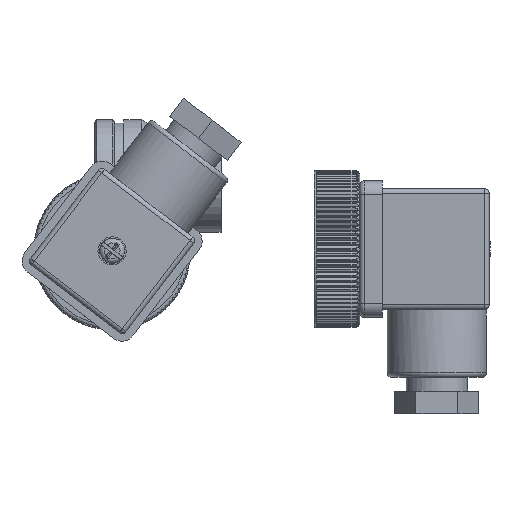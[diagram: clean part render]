
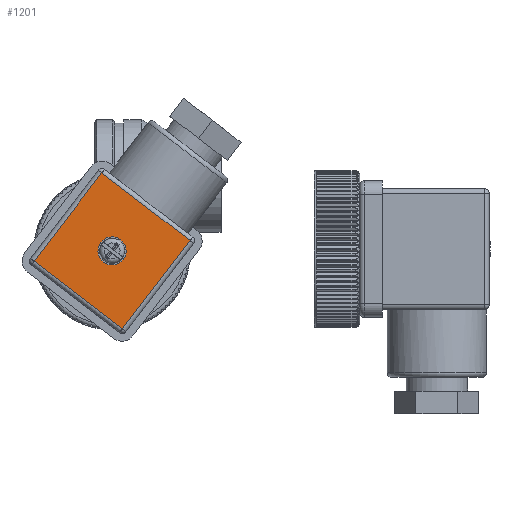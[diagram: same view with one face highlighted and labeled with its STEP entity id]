
A CAD part, top view. The second image highlights one B-rep face of the part: STEP entity #1201.
In plain terms, the highlighted face is planar.
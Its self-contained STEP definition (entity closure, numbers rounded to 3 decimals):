
#1201 = ADVANCED_FACE( '', ( #2684, #2685 ), #2686, .T. );
#2684 = FACE_BOUND( '', #4441, .T. );
#2685 = FACE_OUTER_BOUND( '', #4442, .T. );
#2686 = PLANE( '', #4443 );
#4441 = EDGE_LOOP( '', ( #7985 ) );
#4442 = EDGE_LOOP( '', ( #7986, #7987, #7988, #7989 ) );
#4443 = AXIS2_PLACEMENT_3D( '', #7990, #7991, #7992 );
#7985 = ORIENTED_EDGE( '', *, *, #11170, .T. );
#7986 = ORIENTED_EDGE( '', *, *, #11566, .T. );
#7987 = ORIENTED_EDGE( '', *, *, #11589, .T. );
#7988 = ORIENTED_EDGE( '', *, *, #11590, .T. );
#7989 = ORIENTED_EDGE( '', *, *, #10426, .T. );
#7990 = CARTESIAN_POINT( '', ( 80.3, -13.25, 13.25 ) );
#7991 = DIRECTION( '', ( 1., 0., 0. ) );
#7992 = DIRECTION( '', ( 0., -1., 0. ) );
#10426 = EDGE_CURVE( '', #12547, #12545, #12548, .T. );
#11170 = EDGE_CURVE( '', #13802, #13802, #13803, .T. );
#11566 = EDGE_CURVE( '', #12545, #12310, #14325, .T. );
#11589 = EDGE_CURVE( '', #12310, #14353, #14354, .T. );
#11590 = EDGE_CURVE( '', #14353, #12547, #14355, .T. );
#12310 = VERTEX_POINT( '', #15313 );
#12545 = VERTEX_POINT( '', #15660 );
#12547 = VERTEX_POINT( '', #15662 );
#12548 = LINE( '', #15663, #15664 );
#13802 = VERTEX_POINT( '', #17608 );
#13803 = CIRCLE( '', #17609, 3.1 );
#14325 = LINE( '', #18613, #18614 );
#14353 = VERTEX_POINT( '', #18670 );
#14354 = LINE( '', #18671, #18672 );
#14355 = LINE( '', #18673, #18674 );
#15313 = CARTESIAN_POINT( '', ( 80.3, 12.25, -12.25 ) );
#15660 = CARTESIAN_POINT( '', ( 80.3, -12.25, -12.25 ) );
#15662 = CARTESIAN_POINT( '', ( 80.3, -12.25, 12.25 ) );
#15663 = CARTESIAN_POINT( '', ( 80.3, -12.25, 13.25 ) );
#15664 = VECTOR( '', #20167, 1000. );
#17608 = CARTESIAN_POINT( '', ( 80.3, 3.1, 0. ) );
#17609 = AXIS2_PLACEMENT_3D( '', #21222, #21223, #21224 );
#18613 = CARTESIAN_POINT( '', ( 80.3, -13.25, -12.25 ) );
#18614 = VECTOR( '', #21541, 1000. );
#18670 = CARTESIAN_POINT( '', ( 80.3, 12.25, 12.25 ) );
#18671 = CARTESIAN_POINT( '', ( 80.3, 12.25, 13.25 ) );
#18672 = VECTOR( '', #21555, 1000. );
#18673 = CARTESIAN_POINT( '', ( 80.3, -13.25, 12.25 ) );
#18674 = VECTOR( '', #21556, 1000. );
#20167 = DIRECTION( '', ( 0., 0., -1. ) );
#21222 = CARTESIAN_POINT( '', ( 80.3, 0., 0. ) );
#21223 = DIRECTION( '', ( -1., 0., 0. ) );
#21224 = DIRECTION( '', ( 0., 1., 0. ) );
#21541 = DIRECTION( '', ( 0., 1., 0. ) );
#21555 = DIRECTION( '', ( 0., 0., 1. ) );
#21556 = DIRECTION( '', ( 0., -1., 0. ) );
